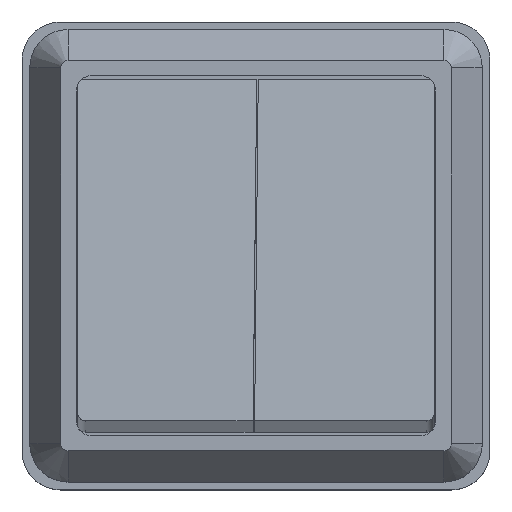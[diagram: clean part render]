
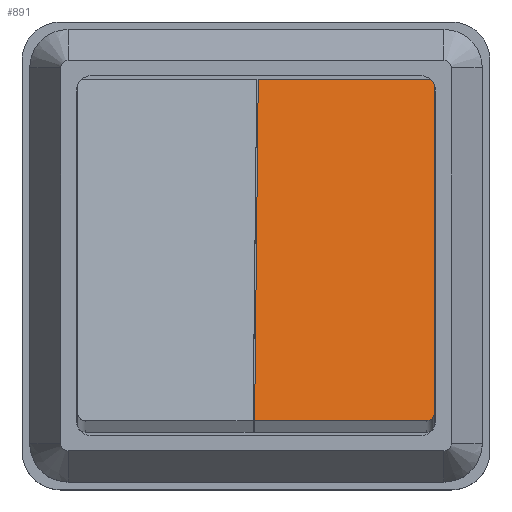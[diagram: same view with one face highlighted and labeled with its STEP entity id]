
A CAD part, top view. The second image highlights one B-rep face of the part: STEP entity #891.
In plain terms, the highlighted planar face has unit normal (0, 0.144, 0.99).
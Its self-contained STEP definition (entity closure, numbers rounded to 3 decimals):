
#19 = DIRECTION ( 'NONE',  ( 0., 0.99, -0.144 ) ) ;
#161 = VERTEX_POINT ( 'NONE', #1181 ) ;
#171 = VERTEX_POINT ( 'NONE', #1500 ) ;
#204 = DIRECTION ( 'NONE',  ( -1., 0., 0. ) ) ;
#234 = EDGE_CURVE ( 'NONE', #456, #161, #1899, .T. ) ;
#252 = VERTEX_POINT ( 'NONE', #524 ) ;
#268 = ORIENTED_EDGE ( 'NONE', *, *, #2359, .T. ) ;
#293 = CARTESIAN_POINT ( 'NONE',  ( 22.733, 23., 30.5 ) ) ;
#370 = CARTESIAN_POINT ( 'NONE',  ( 0., 23., 30.5 ) ) ;
#449 = FACE_OUTER_BOUND ( 'NONE', #2048, .T. ) ;
#456 = VERTEX_POINT ( 'NONE', #1399 ) ;
#469 = EDGE_CURVE ( 'NONE', #252, #2373, #2623, .T. ) ;
#507 = VERTEX_POINT ( 'NONE', #636 ) ;
#516 = DIRECTION ( 'NONE',  ( 0.011, 0.989, -0.144 ) ) ;
#524 = CARTESIAN_POINT ( 'NONE',  ( 22.261, -21.528, 37. ) ) ;
#636 = CARTESIAN_POINT ( 'NONE',  ( 23.261, -20.536, 36.855 ) ) ;
#648 = PLANE ( 'NONE',  #1786 ) ;
#746 = CARTESIAN_POINT ( 'NONE',  ( 0.293, 23., 30.5 ) ) ;
#776 = CARTESIAN_POINT ( 'NONE',  ( 23.261, -21.117, 36.94 ) ) ;
#878 = CARTESIAN_POINT ( 'NONE',  ( 23.261, 23., 30.5 ) ) ;
#891 = ADVANCED_FACE ( 'NONE', ( #449 ), #648, .F. ) ;
#932 = VECTOR ( 'NONE', #2391, 1000. ) ;
#1071 = CARTESIAN_POINT ( 'NONE',  ( 23.261, -21.528, 37. ) ) ;
#1146 = ORIENTED_EDGE ( 'NONE', *, *, #469, .F. ) ;
#1169 = CARTESIAN_POINT ( 'NONE',  ( 23.261, 22.324, 30.599 ) ) ;
#1181 = CARTESIAN_POINT ( 'NONE',  ( 23.261, 22.324, 30.599 ) ) ;
#1190 = CARTESIAN_POINT ( 'NONE',  ( 22.261, -21.528, 37. ) ) ;
#1212 = EDGE_CURVE ( 'NONE', #171, #456, #2009, .T. ) ;
#1302 = DIRECTION ( 'NONE',  ( 0., -0.144, -0.99 ) ) ;
#1361 = VECTOR ( 'NONE', #1442, 1000. ) ;
#1396 = EDGE_CURVE ( 'NONE', #2373, #171, #2550, .T. ) ;
#1398 = VECTOR ( 'NONE', #516, 1000. ) ;
#1399 = CARTESIAN_POINT ( 'NONE',  ( 22.733, 23., 30.5 ) ) ;
#1437 = CARTESIAN_POINT ( 'NONE',  ( 23.261, 23., 30.5 ) ) ;
#1442 = DIRECTION ( 'NONE',  ( 1., 0., 0. ) ) ;
#1472 = VECTOR ( 'NONE', #204, 1000. ) ;
#1500 = CARTESIAN_POINT ( 'NONE',  ( 0.293, 23., 30.5 ) ) ;
#1546 = ORIENTED_EDGE ( 'NONE', *, *, #1396, .F. ) ;
#1563 = LINE ( 'NONE', #1437, #932 ) ;
#1577 = EDGE_CURVE ( 'NONE', #161, #507, #1563, .T. ) ;
#1590 = CARTESIAN_POINT ( 'NONE',  ( 22.957, 22.815, 30.527 ) ) ;
#1786 = AXIS2_PLACEMENT_3D ( 'NONE', #878, #1302, #19 ) ;
#1886 = ORIENTED_EDGE ( 'NONE', *, *, #234, .F. ) ;
#1899 =( BOUNDED_CURVE ( )  B_SPLINE_CURVE ( 3, ( #293, #1590, #2464, #1169 ),
 .UNSPECIFIED., .F., .F. ) 
 B_SPLINE_CURVE_WITH_KNOTS ( ( 4, 4 ),
 ( 3.832, 4.265 ),
 .UNSPECIFIED. ) 
 CURVE ( )  GEOMETRIC_REPRESENTATION_ITEM ( )  RATIONAL_B_SPLINE_CURVE ( ( 1., 0.984, 0.984, 1. ) ) 
 REPRESENTATION_ITEM ( '' )  );
#2009 = LINE ( 'NONE', #370, #1361 ) ;
#2048 = EDGE_LOOP ( 'NONE', ( #2262, #1546, #1146, #268, #2482, #1886 ) ) ;
#2077 = CARTESIAN_POINT ( 'NONE',  ( -0.181, -21.528, 37. ) ) ;
#2262 = ORIENTED_EDGE ( 'NONE', *, *, #1212, .F. ) ;
#2282 = CARTESIAN_POINT ( 'NONE',  ( 23.261, -20.536, 36.855 ) ) ;
#2359 = EDGE_CURVE ( 'NONE', #252, #507, #2578, .T. ) ;
#2373 = VERTEX_POINT ( 'NONE', #2077 ) ;
#2391 = DIRECTION ( 'NONE',  ( 0., -0.99, 0.144 ) ) ;
#2464 = CARTESIAN_POINT ( 'NONE',  ( 23.136, 22.586, 30.56 ) ) ;
#2482 = ORIENTED_EDGE ( 'NONE', *, *, #1577, .F. ) ;
#2487 = CARTESIAN_POINT ( 'NONE',  ( 22.847, -21.528, 37. ) ) ;
#2550 = LINE ( 'NONE', #746, #1398 ) ;
#2578 =( BOUNDED_CURVE ( )  B_SPLINE_CURVE ( 3, ( #1190, #2487, #776, #2282 ),
 .UNSPECIFIED., .F., .F. ) 
 B_SPLINE_CURVE_WITH_KNOTS ( ( 4, 4 ),
 ( 0., 1.571 ),
 .UNSPECIFIED. ) 
 CURVE ( )  GEOMETRIC_REPRESENTATION_ITEM ( )  RATIONAL_B_SPLINE_CURVE ( ( 1., 0.805, 0.805, 1. ) ) 
 REPRESENTATION_ITEM ( '' )  );
#2623 = LINE ( 'NONE', #1071, #1472 ) ;
